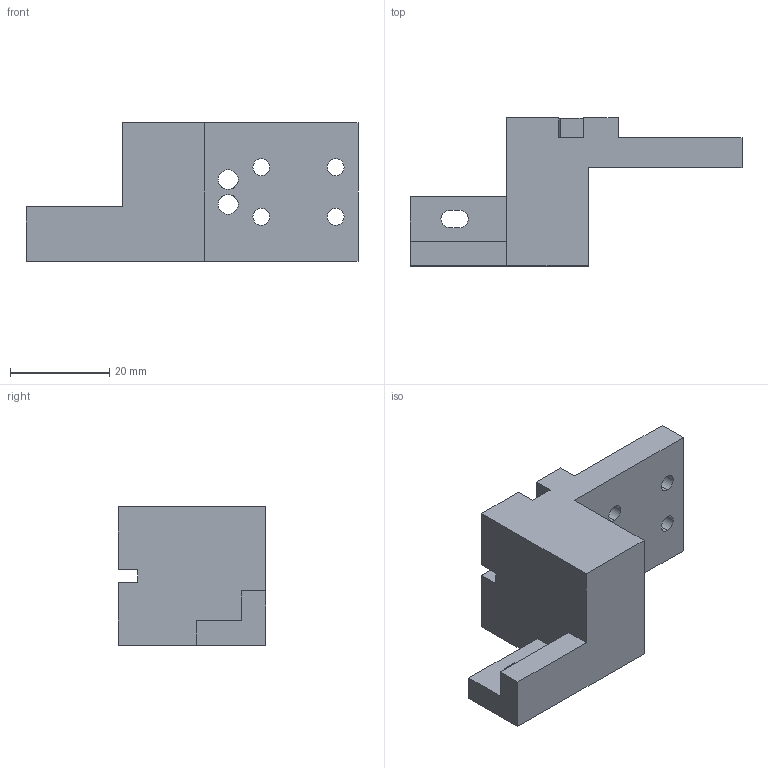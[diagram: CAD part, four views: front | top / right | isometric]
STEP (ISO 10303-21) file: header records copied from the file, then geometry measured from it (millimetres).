
FILE_DESCRIPTION (( 'STEP AP214' ), '1' );
FILE_NAME ('MGN9C Y-axis mount.STEP', '2025-01-08T01:16:19', ( '' ), ( '' ), 'SwSTEP 2.0', 'SolidWorks 2022', '' );
FILE_SCHEMA (( 'AUTOMOTIVE_DESIGN' ));
Length unit declared in the file: millimetre
Products named in the file (1): MGN9C Y-axis mount
Bounding box: 67 x 29.85 x 28 mm (x, y, z)
Volume: 20380 mm3; surface area: 7433.6 mm2
Topology: 1 solids, 1 shells, 47 faces, 141 edges, 94 vertices
Faces by surface type: plane 28, cylinder 19
Entity records: 1663 total; most frequent: DIRECTION 283, CARTESIAN_POINT 283, ORIENTED_EDGE 282, EDGE_CURVE 141, VECTOR 95, LINE 95, AXIS2_PLACEMENT_3D 94, VERTEX_POINT 94
